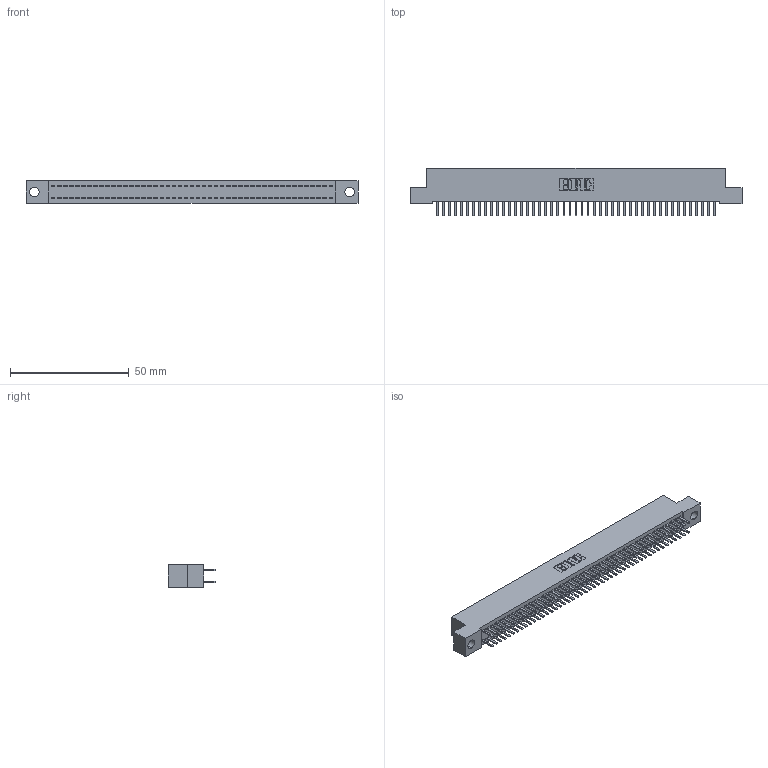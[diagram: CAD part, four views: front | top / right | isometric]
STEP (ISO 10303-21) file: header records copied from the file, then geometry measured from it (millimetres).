
FILE_DESCRIPTION (( 'STEP AP203' ), '1' );
FILE_NAME ('392-094-520-204.STEP', '2018-08-18T08:33:57', ( '' ), ( '' ), 'SwSTEP 2.0', 'SolidWorks 2016', '' );
FILE_SCHEMA (( 'CONFIG_CONTROL_DESIGN' ));
Length unit declared in the file: inch
Products named in the file (3): 342 Part_.156 TH; 345-292-001_345-293-120; 392-094-520-204
Assembly tree (95 placements, depth 2):
  392-094-520-204
    342 Part_.156 TH
    345-292-001_345-293-120  x94
Bounding box: 139.7 x 20.02 x 9.4 mm (x, y, z)
Volume: 12447.3 mm3; surface area: 20111.1 mm2
Topology: 95 solids, 95 shells, 5374 faces, 15621 edges, 10162 vertices
Faces by surface type: plane 3638, cylinder 1736
Entity records: 29575 total; most frequent: CARTESIAN_POINT 4906, ORIENTED_EDGE 4830, DIRECTION 4171, EDGE_CURVE 2415, LINE 2283, VECTOR 2283, VERTEX_POINT 1606, AXIS2_PLACEMENT_3D 944
